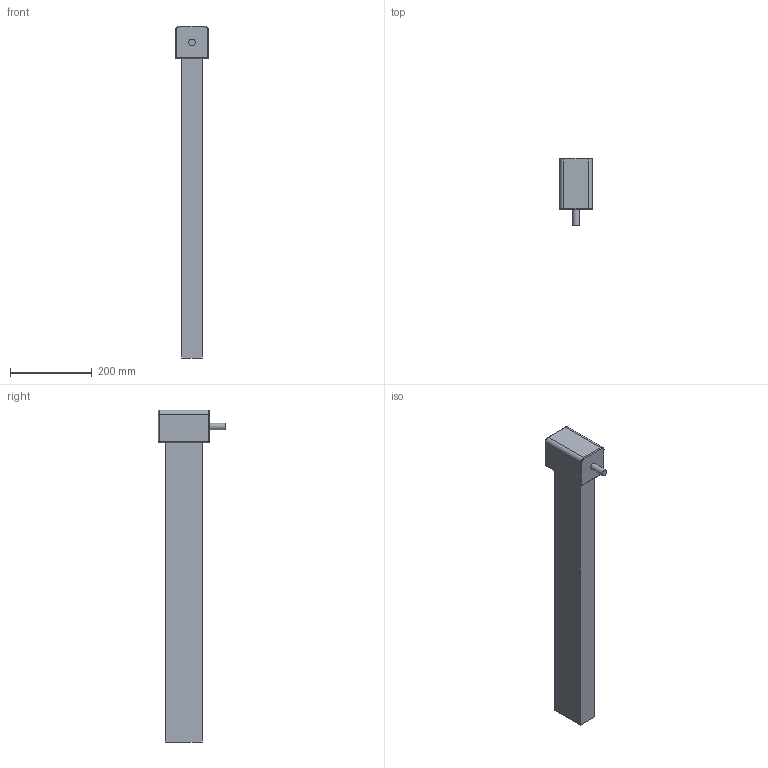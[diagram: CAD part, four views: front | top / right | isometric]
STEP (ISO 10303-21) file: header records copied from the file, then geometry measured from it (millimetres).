
FILE_DESCRIPTION(/* description */ ('Unknown'),/* implementation_level */ '2;1');
FILE_NAME(/* name */ 'Motor_FINAL',/* time_stamp */ '2024-05-19T16:55:01+02:00',/* author */ ('Unknown'),/* organization */ ('Unknown'),/* preprocessor_version */ 'ST-DEVELOPER v19.4',/* originating_system */ 'Solid Edge',/* authorisation */ 'Unknown');
FILE_SCHEMA (('AUTOMOTIVE_DESIGN {1 0 10303 214 3 1 1}'));
Length unit declared in the file: millimetre
Products named in the file (1): Motor
Bounding box: 80 x 165 x 810 mm (x, y, z)
Volume: 4086936 mm3; surface area: 257298.5 mm2
Topology: 1 solids, 1 shells, 33 faces, 72 edges, 39 vertices
Faces by surface type: cylinder 13, plane 12, torus 4, sphere 4
Full cylindrical faces by diameter (mm): 16 x1
Entity records: 1102 total; most frequent: DIRECTION 164, CARTESIAN_POINT 138, ORIENTED_EDGE 132, EDGE_CURVE 66, AXIS2_PLACEMENT_3D 64, VERTEX_POINT 38, LINE 36, VECTOR 36
